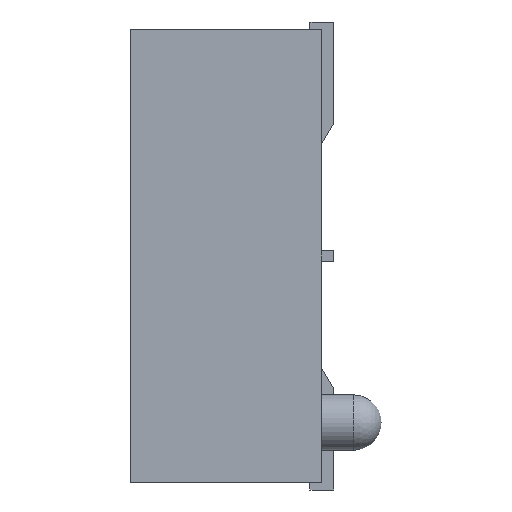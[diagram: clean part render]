
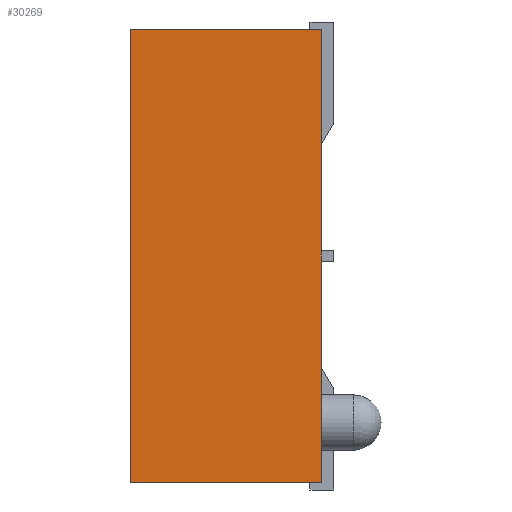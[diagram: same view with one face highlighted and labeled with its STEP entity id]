
A CAD part, left-side view. The second image highlights one B-rep face of the part: STEP entity #30269.
In plain terms, the highlighted planar face has unit normal (-1, 0, 0).
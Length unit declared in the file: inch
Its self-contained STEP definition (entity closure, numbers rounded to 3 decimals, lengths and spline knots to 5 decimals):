
#503=LINE('',#42881,#4421);
#623=LINE('',#43102,#4541);
#629=LINE('',#43113,#4547);
#634=LINE('',#43120,#4552);
#4421=VECTOR('',#34266,39.37008);
#4541=VECTOR('',#34390,39.37008);
#4547=VECTOR('',#34398,39.37008);
#4552=VECTOR('',#34407,39.37008);
#8499=ORIENTED_EDGE('',*,*,#17649,.T.);
#8500=ORIENTED_EDGE('',*,*,#17780,.F.);
#8501=ORIENTED_EDGE('',*,*,#17769,.F.);
#8502=ORIENTED_EDGE('',*,*,#17775,.T.);
#17649=EDGE_CURVE('',#22304,#22303,#503,.T.);
#17769=EDGE_CURVE('',#22402,#22403,#623,.T.);
#17775=EDGE_CURVE('',#22402,#22304,#629,.T.);
#17780=EDGE_CURVE('',#22403,#22303,#634,.T.);
#22303=VERTEX_POINT('',#42880);
#22304=VERTEX_POINT('',#42882);
#22402=VERTEX_POINT('',#43101);
#22403=VERTEX_POINT('',#43103);
#25977=EDGE_LOOP('',(#8499,#8500,#8501,#8502));
#27509=FACE_BOUND('',#25977,.T.);
#29038=PLANE('',#31833);
#30269=ADVANCED_FACE('',(#27509),#29038,.F.);
#31833=AXIS2_PLACEMENT_3D('',#43119,#34405,#34406);
#34266=DIRECTION('',(0.,0.,1.));
#34390=DIRECTION('',(0.,0.,1.));
#34398=DIRECTION('',(0.,-1.,0.));
#34405=DIRECTION('',(1.,0.,0.));
#34406=DIRECTION('',(0.,0.,-1.));
#34407=DIRECTION('',(0.,-1.,0.));
#42880=CARTESIAN_POINT('',(-0.419,0.,0.1425));
#42881=CARTESIAN_POINT('',(-0.419,0.,-0.1425));
#42882=CARTESIAN_POINT('',(-0.419,0.,-0.1425));
#43101=CARTESIAN_POINT('',(-0.419,0.12,-0.1425));
#43102=CARTESIAN_POINT('',(-0.419,0.12,-0.1425));
#43103=CARTESIAN_POINT('',(-0.419,0.12,0.1425));
#43113=CARTESIAN_POINT('',(-0.419,0.12,-0.1425));
#43119=CARTESIAN_POINT('',(-0.419,0.12,-0.1425));
#43120=CARTESIAN_POINT('',(-0.419,0.12,0.1425));
